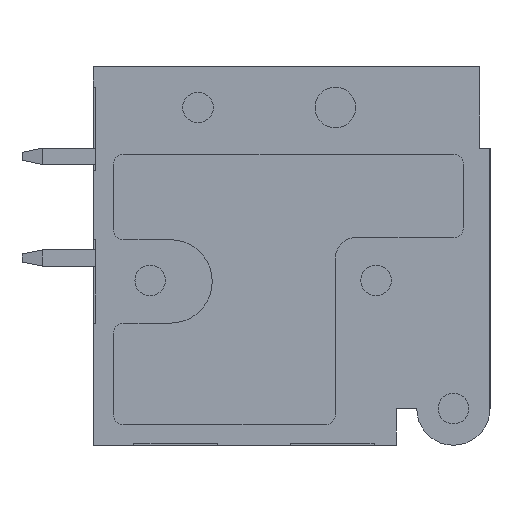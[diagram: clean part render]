
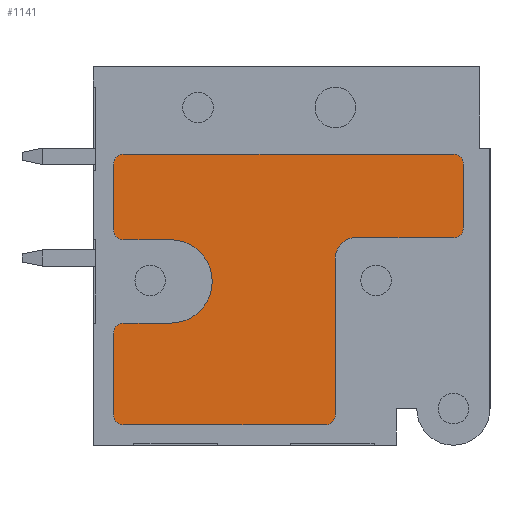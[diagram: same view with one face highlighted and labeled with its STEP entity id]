
A CAD part, left-side view. The second image highlights one B-rep face of the part: STEP entity #1141.
In plain terms, the highlighted planar face has unit normal (-1, 0, 0).
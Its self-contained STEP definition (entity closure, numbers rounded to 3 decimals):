
#1141 = ADVANCED_FACE( '', ( #2265 ), #2266, .F. );
#2265 = FACE_OUTER_BOUND( '', #3962, .T. );
#2266 = PLANE( '', #3963 );
#3962 = EDGE_LOOP( '', ( #6691, #6692, #6693, #6694, #6695, #6696, #6697, #6698, #6699, #6700, #6701, #6702, #6703, #6704, #6705, #6706, #6707, #6708 ) );
#3963 = AXIS2_PLACEMENT_3D( '', #6709, #6710, #6711 );
#6691 = ORIENTED_EDGE( '', *, *, #7942, .T. );
#6692 = ORIENTED_EDGE( '', *, *, #7614, .T. );
#6693 = ORIENTED_EDGE( '', *, *, #8386, .T. );
#6694 = ORIENTED_EDGE( '', *, *, #8534, .T. );
#6695 = ORIENTED_EDGE( '', *, *, #8535, .T. );
#6696 = ORIENTED_EDGE( '', *, *, #7887, .T. );
#6697 = ORIENTED_EDGE( '', *, *, #8523, .T. );
#6698 = ORIENTED_EDGE( '', *, *, #8326, .T. );
#6699 = ORIENTED_EDGE( '', *, *, #8536, .T. );
#6700 = ORIENTED_EDGE( '', *, *, #8321, .T. );
#6701 = ORIENTED_EDGE( '', *, *, #8537, .T. );
#6702 = ORIENTED_EDGE( '', *, *, #8419, .T. );
#6703 = ORIENTED_EDGE( '', *, *, #8441, .T. );
#6704 = ORIENTED_EDGE( '', *, *, #8538, .T. );
#6705 = ORIENTED_EDGE( '', *, *, #8508, .T. );
#6706 = ORIENTED_EDGE( '', *, *, #8130, .T. );
#6707 = ORIENTED_EDGE( '', *, *, #7873, .T. );
#6708 = ORIENTED_EDGE( '', *, *, #7974, .T. );
#6709 = CARTESIAN_POINT( '', ( -2.3, 5.7, -0.15 ) );
#6710 = DIRECTION( '', ( 1., 0., 0. ) );
#6711 = DIRECTION( '', ( 0., 0., -1. ) );
#7614 = EDGE_CURVE( '', #9041, #9042, #9043, .F. );
#7873 = EDGE_CURVE( '', #9469, #9467, #9470, .T. );
#7887 = EDGE_CURVE( '', #9490, #9491, #9492, .F. );
#7942 = EDGE_CURVE( '', #9578, #9041, #9579, .T. );
#7974 = EDGE_CURVE( '', #9467, #9578, #9625, .F. );
#8130 = EDGE_CURVE( '', #9854, #9469, #9855, .F. );
#8321 = EDGE_CURVE( '', #10109, #10110, #10111, .F. );
#8326 = EDGE_CURVE( '', #10118, #10119, #10120, .F. );
#8386 = EDGE_CURVE( '', #9042, #10200, #10201, .T. );
#8419 = EDGE_CURVE( '', #10242, #10243, #10244, .T. );
#8441 = EDGE_CURVE( '', #10243, #10271, #10273, .T. );
#8508 = EDGE_CURVE( '', #10353, #9854, #10354, .T. );
#8523 = EDGE_CURVE( '', #9491, #10118, #10370, .T. );
#8534 = EDGE_CURVE( '', #10200, #10382, #10383, .T. );
#8535 = EDGE_CURVE( '', #10382, #9490, #10384, .T. );
#8536 = EDGE_CURVE( '', #10119, #10109, #10385, .T. );
#8537 = EDGE_CURVE( '', #10110, #10242, #10386, .T. );
#8538 = EDGE_CURVE( '', #10271, #10353, #10387, .F. );
#9041 = VERTEX_POINT( '', #11193 );
#9042 = VERTEX_POINT( '', #11194 );
#9043 = CIRCLE( '', #11195, 0.5 );
#9467 = VERTEX_POINT( '', #11855 );
#9469 = VERTEX_POINT( '', #11858 );
#9470 = LINE( '', #11859, #11860 );
#9490 = VERTEX_POINT( '', #11889 );
#9491 = VERTEX_POINT( '', #11890 );
#9492 = CIRCLE( '', #11891, 0.5 );
#9578 = VERTEX_POINT( '', #12015 );
#9579 = LINE( '', #12016, #12017 );
#9625 = CIRCLE( '', #12087, 0.5 );
#9854 = VERTEX_POINT( '', #12428 );
#9855 = CIRCLE( '', #12429, 0.5 );
#10109 = VERTEX_POINT( '', #12845 );
#10110 = VERTEX_POINT( '', #12846 );
#10111 = CIRCLE( '', #12847, 0.5 );
#10118 = VERTEX_POINT( '', #12856 );
#10119 = VERTEX_POINT( '', #12857 );
#10120 = CIRCLE( '', #12858, 0.5 );
#10200 = VERTEX_POINT( '', #12967 );
#10201 = LINE( '', #12968, #12969 );
#10242 = VERTEX_POINT( '', #13030 );
#10243 = VERTEX_POINT( '', #13031 );
#10244 = CIRCLE( '', #13032, 1. );
#10271 = VERTEX_POINT( '', #13067 );
#10273 = LINE( '', #13070, #13071 );
#10353 = VERTEX_POINT( '', #13196 );
#10354 = LINE( '', #13197, #13198 );
#10370 = LINE( '', #13226, #13227 );
#10382 = VERTEX_POINT( '', #13245 );
#10383 = CIRCLE( '', #13246, 2.05 );
#10384 = LINE( '', #13247, #13248 );
#10385 = LINE( '', #13249, #13250 );
#10386 = LINE( '', #13251, #13252 );
#10387 = CIRCLE( '', #13253, 0.5 );
#11193 = CARTESIAN_POINT( '', ( -2.3, 8.5, 2.4 ) );
#11194 = CARTESIAN_POINT( '', ( -2.3, 8., 1.9 ) );
#11195 = AXIS2_PLACEMENT_3D( '', #13613, #13614, #13615 );
#11855 = CARTESIAN_POINT( '', ( -2.3, 8., 6.1 ) );
#11858 = CARTESIAN_POINT( '', ( -2.3, -8.2, 6.1 ) );
#11859 = CARTESIAN_POINT( '', ( -2.3, -8.7, 6.1 ) );
#11860 = VECTOR( '', #13896, 1000. );
#11889 = CARTESIAN_POINT( '', ( -2.3, 8., -2.2 ) );
#11890 = CARTESIAN_POINT( '', ( -2.3, 8.5, -2.7 ) );
#11891 = AXIS2_PLACEMENT_3D( '', #13906, #13907, #13908 );
#12015 = CARTESIAN_POINT( '', ( -2.3, 8.5, 5.6 ) );
#12016 = CARTESIAN_POINT( '', ( -2.3, 8.5, 6.1 ) );
#12017 = VECTOR( '', #13956, 1000. );
#12087 = AXIS2_PLACEMENT_3D( '', #13987, #13988, #13989 );
#12428 = CARTESIAN_POINT( '', ( -2.3, -8.7, 5.6 ) );
#12429 = AXIS2_PLACEMENT_3D( '', #14142, #14143, #14144 );
#12845 = CARTESIAN_POINT( '', ( -2.3, -1.9, -7.2 ) );
#12846 = CARTESIAN_POINT( '', ( -2.3, -2.4, -6.7 ) );
#12847 = AXIS2_PLACEMENT_3D( '', #14342, #14343, #14344 );
#12856 = CARTESIAN_POINT( '', ( -2.3, 8.5, -6.7 ) );
#12857 = CARTESIAN_POINT( '', ( -2.3, 8., -7.2 ) );
#12858 = AXIS2_PLACEMENT_3D( '', #14350, #14351, #14352 );
#12967 = CARTESIAN_POINT( '', ( -2.3, 5.7, 1.9 ) );
#12968 = CARTESIAN_POINT( '', ( -2.3, 8.5, 1.9 ) );
#12969 = VECTOR( '', #14412, 1000. );
#13030 = CARTESIAN_POINT( '', ( -2.3, -2.4, 1. ) );
#13031 = CARTESIAN_POINT( '', ( -2.3, -3.4, 2. ) );
#13032 = AXIS2_PLACEMENT_3D( '', #14433, #14434, #14435 );
#13067 = CARTESIAN_POINT( '', ( -2.3, -8.2, 2. ) );
#13070 = CARTESIAN_POINT( '', ( -2.3, -2.4, 2. ) );
#13071 = VECTOR( '', #14457, 1000. );
#13196 = CARTESIAN_POINT( '', ( -2.3, -8.7, 2.5 ) );
#13197 = CARTESIAN_POINT( '', ( -2.3, -8.7, 2. ) );
#13198 = VECTOR( '', #14517, 1000. );
#13226 = CARTESIAN_POINT( '', ( -2.3, 8.5, -2.2 ) );
#13227 = VECTOR( '', #14523, 1000. );
#13245 = CARTESIAN_POINT( '', ( -2.3, 5.7, -2.2 ) );
#13246 = AXIS2_PLACEMENT_3D( '', #14530, #14531, #14532 );
#13247 = CARTESIAN_POINT( '', ( -2.3, 8.5, -2.2 ) );
#13248 = VECTOR( '', #14533, 1000. );
#13249 = CARTESIAN_POINT( '', ( -2.3, 8.5, -7.2 ) );
#13250 = VECTOR( '', #14534, 1000. );
#13251 = CARTESIAN_POINT( '', ( -2.3, -2.4, -7.2 ) );
#13252 = VECTOR( '', #14535, 1000. );
#13253 = AXIS2_PLACEMENT_3D( '', #14536, #14537, #14538 );
#13613 = CARTESIAN_POINT( '', ( -2.3, 8., 2.4 ) );
#13614 = DIRECTION( '', ( 1., 0., 0. ) );
#13615 = DIRECTION( '', ( 0., 0., -1. ) );
#13896 = DIRECTION( '', ( 0., 1., 0. ) );
#13906 = CARTESIAN_POINT( '', ( -2.3, 8., -2.7 ) );
#13907 = DIRECTION( '', ( 1., 0., 0. ) );
#13908 = DIRECTION( '', ( 0., 0., -1. ) );
#13956 = DIRECTION( '', ( 0., 0., -1. ) );
#13987 = CARTESIAN_POINT( '', ( -2.3, 8., 5.6 ) );
#13988 = DIRECTION( '', ( 1., 0., 0. ) );
#13989 = DIRECTION( '', ( 0., 0., -1. ) );
#14142 = CARTESIAN_POINT( '', ( -2.3, -8.2, 5.6 ) );
#14143 = DIRECTION( '', ( 1., 0., 0. ) );
#14144 = DIRECTION( '', ( 0., 0., -1. ) );
#14342 = CARTESIAN_POINT( '', ( -2.3, -1.9, -6.7 ) );
#14343 = DIRECTION( '', ( 1., 0., 0. ) );
#14344 = DIRECTION( '', ( 0., 0., -1. ) );
#14350 = CARTESIAN_POINT( '', ( -2.3, 8., -6.7 ) );
#14351 = DIRECTION( '', ( 1., 0., 0. ) );
#14352 = DIRECTION( '', ( 0., 0., -1. ) );
#14412 = DIRECTION( '', ( 0., -1., 0. ) );
#14433 = CARTESIAN_POINT( '', ( -2.3, -3.4, 1. ) );
#14434 = DIRECTION( '', ( 1., 0., 0. ) );
#14435 = DIRECTION( '', ( 0., 0., -1. ) );
#14457 = DIRECTION( '', ( 0., -1., 0. ) );
#14517 = DIRECTION( '', ( 0., 0., 1. ) );
#14523 = DIRECTION( '', ( 0., 0., -1. ) );
#14530 = CARTESIAN_POINT( '', ( -2.3, 5.7, -0.15 ) );
#14531 = DIRECTION( '', ( 1., 0., 0. ) );
#14532 = DIRECTION( '', ( 0., 1., 0. ) );
#14533 = DIRECTION( '', ( 0., 1., 0. ) );
#14534 = DIRECTION( '', ( 0., -1., 0. ) );
#14535 = DIRECTION( '', ( 0., 0., 1. ) );
#14536 = CARTESIAN_POINT( '', ( -2.3, -8.2, 2.5 ) );
#14537 = DIRECTION( '', ( 1., 0., 0. ) );
#14538 = DIRECTION( '', ( 0., 0., -1. ) );
